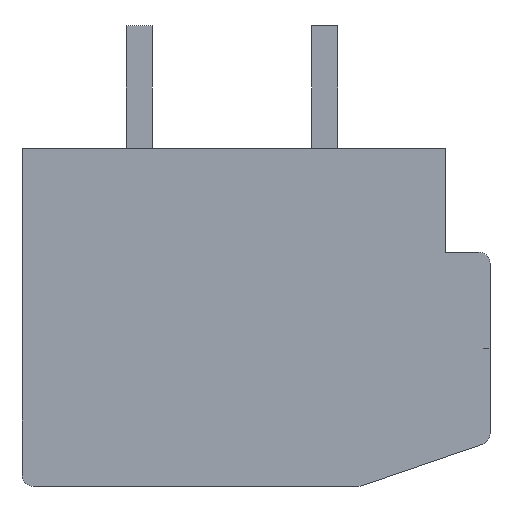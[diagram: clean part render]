
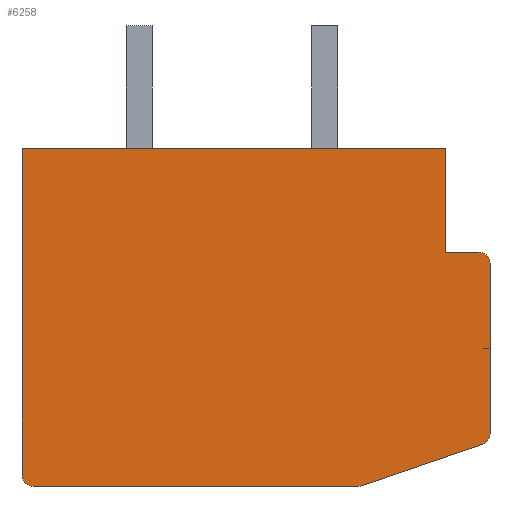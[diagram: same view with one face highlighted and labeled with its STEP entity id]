
A CAD part, front view. The second image highlights one B-rep face of the part: STEP entity #6258.
In plain terms, the highlighted planar face has unit normal (0, -1, 0).
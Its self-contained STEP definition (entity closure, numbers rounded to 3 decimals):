
#1=CARTESIAN_POINT('',(6.,-67.8,-3.136));
#2=DIRECTION('',(0.,-1.,0.));
#3=DIRECTION('',(0.324,0.,-0.946));
#4=AXIS2_PLACEMENT_3D('',#1,#2,#3);
#6=DIRECTION('',(-0.946,0.,-0.324));
#7=VECTOR('',#6,3.486);
#8=CARTESIAN_POINT('',(6.097,-67.8,-3.419));
#9=LINE('',#8,#7);
#10=DIRECTION('',(-1.,0.,0.));
#11=VECTOR('',#10,8.8);
#12=CARTESIAN_POINT('',(2.8,-67.8,-4.55));
#13=LINE('',#12,#11);
#14=CARTESIAN_POINT('',(-6.,-67.8,-4.25));
#15=DIRECTION('',(0.,-1.,0.));
#16=DIRECTION('',(-1.,0.,0.));
#17=AXIS2_PLACEMENT_3D('',#14,#15,#16);
#19=DIRECTION('',(0.,0.,1.));
#20=VECTOR('',#19,8.8);
#21=CARTESIAN_POINT('',(-6.3,-67.8,-4.25));
#22=LINE('',#21,#20);
#23=DIRECTION('',(1.,0.,0.));
#24=VECTOR('',#23,11.4);
#25=CARTESIAN_POINT('',(-6.3,-67.8,4.55));
#26=LINE('',#25,#24);
#27=DIRECTION('',(0.,0.,-1.));
#28=VECTOR('',#27,2.8);
#29=CARTESIAN_POINT('',(5.1,-67.8,4.55));
#30=LINE('',#29,#28);
#31=DIRECTION('',(1.,0.,0.));
#32=VECTOR('',#31,0.9);
#33=CARTESIAN_POINT('',(5.1,-67.8,1.75));
#34=LINE('',#33,#32);
#35=CARTESIAN_POINT('',(6.,-67.8,1.45));
#36=DIRECTION('',(0.,-1.,0.));
#37=DIRECTION('',(1.,0.,0.));
#38=AXIS2_PLACEMENT_3D('',#35,#36,#37);
#40=DIRECTION('',(0.,0.,-1.));
#41=VECTOR('',#40,4.586);
#42=CARTESIAN_POINT('',(6.3,-67.8,1.45));
#43=LINE('',#42,#41);
#4815=CARTESIAN_POINT('',(-6.3,-67.8,4.55));
#4816=CARTESIAN_POINT('',(5.1,-67.8,4.55));
#4817=VERTEX_POINT('',#4815);
#4818=VERTEX_POINT('',#4816);
#4819=CARTESIAN_POINT('',(5.1,-67.8,1.75));
#4820=VERTEX_POINT('',#4819);
#4821=CARTESIAN_POINT('',(6.097,-67.8,-3.419));
#4822=CARTESIAN_POINT('',(6.3,-67.8,-3.136));
#4823=VERTEX_POINT('',#4821);
#4824=VERTEX_POINT('',#4822);
#4825=CARTESIAN_POINT('',(6.3,-67.8,1.45));
#4826=CARTESIAN_POINT('',(6.,-67.8,1.75));
#4827=VERTEX_POINT('',#4825);
#4828=VERTEX_POINT('',#4826);
#4829=CARTESIAN_POINT('',(-6.3,-67.8,-4.25));
#4830=CARTESIAN_POINT('',(-6.,-67.8,-4.55));
#4831=VERTEX_POINT('',#4829);
#4832=VERTEX_POINT('',#4830);
#4833=CARTESIAN_POINT('',(2.8,-67.8,-4.55));
#4834=VERTEX_POINT('',#4833);
#6231=CARTESIAN_POINT('',(0.,-67.8,0.));
#6232=DIRECTION('',(0.,1.,0.));
#6233=DIRECTION('',(1.,0.,0.));
#6234=AXIS2_PLACEMENT_3D('',#6231,#6232,#6233);
#6235=PLANE('',#6234);
#6237=ORIENTED_EDGE('',*,*,#6236,.F.);
#6239=ORIENTED_EDGE('',*,*,#6238,.T.);
#6241=ORIENTED_EDGE('',*,*,#6240,.T.);
#6243=ORIENTED_EDGE('',*,*,#6242,.F.);
#6245=ORIENTED_EDGE('',*,*,#6244,.T.);
#6247=ORIENTED_EDGE('',*,*,#6246,.T.);
#6249=ORIENTED_EDGE('',*,*,#6248,.T.);
#6251=ORIENTED_EDGE('',*,*,#6250,.T.);
#6253=ORIENTED_EDGE('',*,*,#6252,.F.);
#6255=ORIENTED_EDGE('',*,*,#6254,.T.);
#6256=EDGE_LOOP('',(#6237,#6239,#6241,#6243,#6245,#6247,#6249,#6251,#6253,
#6255));
#6257=FACE_OUTER_BOUND('',#6256,.F.);
#6258=ADVANCED_FACE('',(#6257),#6235,.F.);
#5=CIRCLE('',#4,0.3);
#18=CIRCLE('',#17,0.3);
#39=CIRCLE('',#38,0.3);
#6236=EDGE_CURVE('',#4823,#4824,#5,.T.);
#6238=EDGE_CURVE('',#4823,#4834,#9,.T.);
#6240=EDGE_CURVE('',#4834,#4832,#13,.T.);
#6242=EDGE_CURVE('',#4831,#4832,#18,.T.);
#6244=EDGE_CURVE('',#4831,#4817,#22,.T.);
#6246=EDGE_CURVE('',#4817,#4818,#26,.T.);
#6248=EDGE_CURVE('',#4818,#4820,#30,.T.);
#6250=EDGE_CURVE('',#4820,#4828,#34,.T.);
#6252=EDGE_CURVE('',#4827,#4828,#39,.T.);
#6254=EDGE_CURVE('',#4827,#4824,#43,.T.);
